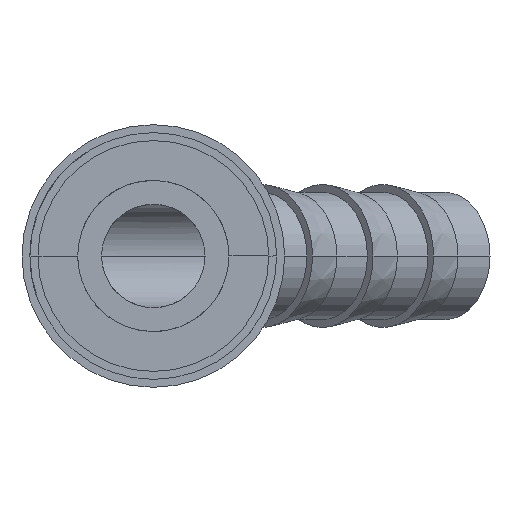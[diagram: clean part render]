
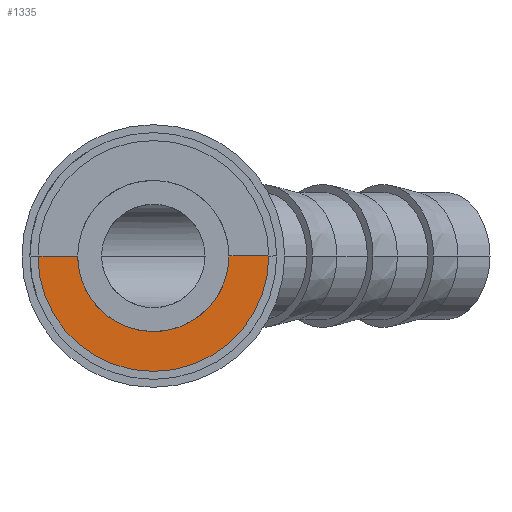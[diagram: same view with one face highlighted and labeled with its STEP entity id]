
A CAD part, left-side view. The second image highlights one B-rep face of the part: STEP entity #1335.
In plain terms, the highlighted conical face has half-angle 89.98 degrees and reference radius 14.5 mm.
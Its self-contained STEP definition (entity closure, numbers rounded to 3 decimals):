
#78 = CONICAL_SURFACE ( 'NONE', #7780, 14.5, 1.57 ) ;
#262 = CARTESIAN_POINT ( 'NONE',  ( 0.007, -9.253, -2.487 ) ) ;
#498 = CARTESIAN_POINT ( 'NONE',  ( 0.005, 0., 0. ) ) ;
#545 = VERTEX_POINT ( 'NONE', #2990 ) ;
#721 = DIRECTION ( 'NONE',  ( 0., 1., 0. ) ) ;
#819 = VERTEX_POINT ( 'NONE', #7709 ) ;
#971 = CARTESIAN_POINT ( 'NONE',  ( 0., 9.5, -1.244 ) ) ;
#1049 = EDGE_LOOP ( 'NONE', ( #7142, #1173, #6864, #1245, #4806 ) ) ;
#1173 = ORIENTED_EDGE ( 'NONE', *, *, #7369, .T. ) ;
#1245 = ORIENTED_EDGE ( 'NONE', *, *, #5278, .T. ) ;
#1268 = DIRECTION ( 'NONE',  ( 1., 0., 0. ) ) ;
#1335 = ADVANCED_FACE ( 'NONE', ( #1355 ), #78, .T. ) ;
#1355 = FACE_OUTER_BOUND ( 'NONE', #1049, .T. ) ;
#1408 = VECTOR ( 'NONE', #3494, 1000. ) ;
#1480 = CARTESIAN_POINT ( 'NONE',  ( 0.002, 2.487, -9.253 ) ) ;
#1561 = CARTESIAN_POINT ( 'NONE',  ( 0.002, 0., -9.5 ) ) ;
#1640 = CARTESIAN_POINT ( 'NONE',  ( 0.001, 5.838, -7.597 ) ) ;
#1657 = CARTESIAN_POINT ( 'NONE',  ( 0., 14.5, 0. ) ) ;
#1749 = LINE ( 'NONE', #1657, #1408 ) ;
#1796 = VERTEX_POINT ( 'NONE', #3507 ) ;
#1832 = CARTESIAN_POINT ( 'NONE',  ( 0.004, -2.487, -9.253 ) ) ;
#2144 = CARTESIAN_POINT ( 'NONE',  ( 0., 9.253, -2.487 ) ) ;
#2194 = CARTESIAN_POINT ( 'NONE',  ( 0.005, -4.784, -8.301 ) ) ;
#2237 = CARTESIAN_POINT ( 'NONE',  ( 0.005, -5.838, -7.597 ) ) ;
#2469 = DIRECTION ( 'NONE',  ( 0., -1., 0. ) ) ;
#2547 = CARTESIAN_POINT ( 'NONE',  ( 0.002, 0., -9.5 ) ) ;
#2625 = AXIS2_PLACEMENT_3D ( 'NONE', #498, #5519, #2469 ) ;
#2909 = EDGE_CURVE ( 'NONE', #819, #545, #6459, .T. ) ;
#2990 = CARTESIAN_POINT ( 'NONE',  ( 0.01, -14.5, 0. ) ) ;
#3084 = CARTESIAN_POINT ( 'NONE',  ( 0.004, -1.244, -9.5 ) ) ;
#3494 = DIRECTION ( 'NONE',  ( 0., 1., 0. ) ) ;
#3507 = CARTESIAN_POINT ( 'NONE',  ( 0.002, 0., -9.5 ) ) ;
#4026 = EDGE_CURVE ( 'NONE', #1796, #6254, #6365, .T. ) ;
#4184 = CARTESIAN_POINT ( 'NONE',  ( 0., 14.5, 0. ) ) ;
#4598 = CIRCLE ( 'NONE', #2625, 14.5 ) ;
#4806 = ORIENTED_EDGE ( 'NONE', *, *, #6360, .T. ) ;
#5278 = EDGE_CURVE ( 'NONE', #6254, #6969, #1749, .T. ) ;
#5290 = CARTESIAN_POINT ( 'NONE',  ( 0.003, 1.244, -9.5 ) ) ;
#5339 = CARTESIAN_POINT ( 'NONE',  ( 0.006, -8.301, -4.784 ) ) ;
#5408 = CARTESIAN_POINT ( 'NONE',  ( 0.002, 4.784, -8.301 ) ) ;
#5519 = DIRECTION ( 'NONE',  ( -1., 0., 0. ) ) ;
#5671 = VECTOR ( 'NONE', #7014, 1000. ) ;
#5959 = CARTESIAN_POINT ( 'NONE',  ( 0.007, -9.5, -1.244 ) ) ;
#6039 = CARTESIAN_POINT ( 'NONE',  ( 0.007, -9.5, 0. ) ) ;
#6254 = VERTEX_POINT ( 'NONE', #7563 ) ;
#6360 = EDGE_CURVE ( 'NONE', #6969, #545, #4598, .T. ) ;
#6365 = B_SPLINE_CURVE_WITH_KNOTS ( 'NONE', 3,
 ( #1561, #5290, #1480, #5408, #1640, #6658, #7987, #2144, #971, #7821 ),
 .UNSPECIFIED., .F., .F.,
 ( 4, 2, 2, 2, 4 ),
 ( 0.75, 0.812, 0.875, 0.937, 1. ),
 .UNSPECIFIED. ) ;
#6459 = LINE ( 'NONE', #7706, #5671 ) ;
#6658 = CARTESIAN_POINT ( 'NONE',  ( 0.001, 7.597, -5.838 ) ) ;
#6864 = ORIENTED_EDGE ( 'NONE', *, *, #4026, .T. ) ;
#6969 = VERTEX_POINT ( 'NONE', #4184 ) ;
#7014 = DIRECTION ( 'NONE',  ( 0.001, -1., 0. ) ) ;
#7142 = ORIENTED_EDGE ( 'NONE', *, *, #2909, .F. ) ;
#7369 = EDGE_CURVE ( 'NONE', #819, #1796, #7649, .T. ) ;
#7563 = CARTESIAN_POINT ( 'NONE',  ( 0., 9.5, 0. ) ) ;
#7649 = B_SPLINE_CURVE_WITH_KNOTS ( 'NONE', 3,
 ( #6039, #5959, #262, #5339, #7871, #2237, #2194, #1832, #3084, #2547 ),
 .UNSPECIFIED., .F., .F.,
 ( 4, 2, 2, 2, 4 ),
 ( 0.5, 0.562, 0.625, 0.687, 0.75 ),
 .UNSPECIFIED. ) ;
#7706 = CARTESIAN_POINT ( 'NONE',  ( 0.01, -14.5, 0. ) ) ;
#7709 = CARTESIAN_POINT ( 'NONE',  ( 0.007, -9.5, 0. ) ) ;
#7780 = AXIS2_PLACEMENT_3D ( 'NONE', #8207, #1268, #721 ) ;
#7821 = CARTESIAN_POINT ( 'NONE',  ( 0., 9.5, 0. ) ) ;
#7871 = CARTESIAN_POINT ( 'NONE',  ( 0.006, -7.597, -5.838 ) ) ;
#7987 = CARTESIAN_POINT ( 'NONE',  ( 0., 8.301, -4.784 ) ) ;
#8207 = CARTESIAN_POINT ( 'NONE',  ( 0.005, 0., 0. ) ) ;
